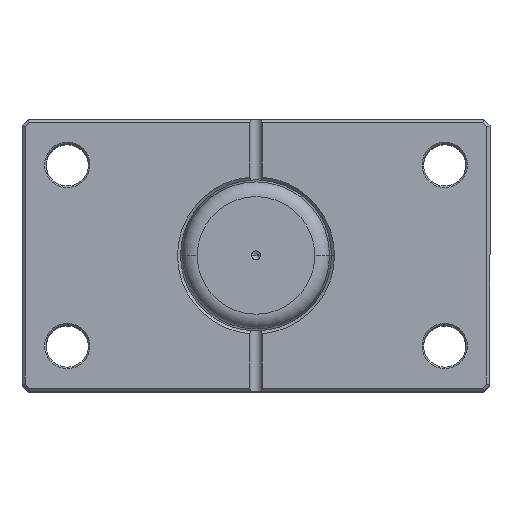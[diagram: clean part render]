
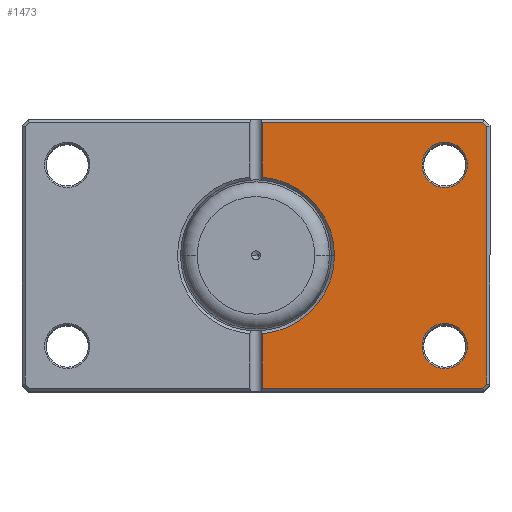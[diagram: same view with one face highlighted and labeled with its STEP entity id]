
A CAD part, top view. The second image highlights one B-rep face of the part: STEP entity #1473.
In plain terms, the highlighted face is planar.
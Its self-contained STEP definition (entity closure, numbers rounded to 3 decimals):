
#13 = AXIS2_PLACEMENT_3D ( 'NONE', #2654, #2771, #4775 ) ;
#164 = FACE_OUTER_BOUND ( 'NONE', #4748, .T. ) ;
#177 = LINE ( 'NONE', #4354, #6054 ) ;
#196 = DIRECTION ( 'NONE',  ( 1., 0., 0. ) ) ;
#228 = CARTESIAN_POINT ( 'NONE',  ( -2., -25.923, 0. ) ) ;
#280 = ORIENTED_EDGE ( 'NONE', *, *, #1947, .T. ) ;
#305 = CARTESIAN_POINT ( 'NONE',  ( -2., 45., 0. ) ) ;
#396 = DIRECTION ( 'NONE',  ( 0., -1., 0. ) ) ;
#434 = ORIENTED_EDGE ( 'NONE', *, *, #2581, .T. ) ;
#458 = AXIS2_PLACEMENT_3D ( 'NONE', #1317, #1414, #1447 ) ;
#470 = DIRECTION ( 'NONE',  ( 0., 0., 1. ) ) ;
#541 = ORIENTED_EDGE ( 'NONE', *, *, #2893, .T. ) ;
#599 = ORIENTED_EDGE ( 'NONE', *, *, #700, .T. ) ;
#621 = AXIS2_PLACEMENT_3D ( 'NONE', #3457, #470, #3946 ) ;
#673 = ORIENTED_EDGE ( 'NONE', *, *, #1849, .T. ) ;
#676 = VERTEX_POINT ( 'NONE', #4169 ) ;
#700 = EDGE_CURVE ( 'NONE', #1422, #1626, #177, .T. ) ;
#770 = CARTESIAN_POINT ( 'NONE',  ( -76.5, -42.586, 0. ) ) ;
#773 = CARTESIAN_POINT ( 'NONE',  ( -59.543, 59.543, 0. ) ) ;
#1044 = CARTESIAN_POINT ( 'NONE',  ( 0., 0., 0. ) ) ;
#1132 = LINE ( 'NONE', #1547, #2295 ) ;
#1152 = CARTESIAN_POINT ( 'NONE',  ( -75.086, 44., 0. ) ) ;
#1317 = CARTESIAN_POINT ( 'NONE',  ( -62.5, -30., 0. ) ) ;
#1374 = ORIENTED_EDGE ( 'NONE', *, *, #3066, .T. ) ;
#1378 = CARTESIAN_POINT ( 'NONE',  ( -59.543, -59.543, 0. ) ) ;
#1414 = DIRECTION ( 'NONE',  ( 0., 0., 1. ) ) ;
#1422 = VERTEX_POINT ( 'NONE', #770 ) ;
#1432 = LINE ( 'NONE', #2146, #5176 ) ;
#1446 = VERTEX_POINT ( 'NONE', #2823 ) ;
#1447 = DIRECTION ( 'NONE',  ( 1., 0., 0. ) ) ;
#1448 = VERTEX_POINT ( 'NONE', #2853 ) ;
#1473 = ADVANCED_FACE ( 'NONE', ( #1508, #1648, #164 ), #2723, .F. ) ;
#1508 = FACE_BOUND ( 'NONE', #4999, .T. ) ;
#1544 = DIRECTION ( 'NONE',  ( 1., 0., 0. ) ) ;
#1547 = CARTESIAN_POINT ( 'NONE',  ( 0., -44., 0. ) ) ;
#1626 = VERTEX_POINT ( 'NONE', #4282 ) ;
#1648 = FACE_BOUND ( 'NONE', #4070, .T. ) ;
#1772 = CARTESIAN_POINT ( 'NONE',  ( -2., 25.923, 0. ) ) ;
#1849 = EDGE_CURVE ( 'NONE', #1446, #1448, #4588, .T. ) ;
#1887 = EDGE_CURVE ( 'NONE', #6083, #3038, #2821, .T. ) ;
#1937 = VERTEX_POINT ( 'NONE', #1772 ) ;
#1947 = EDGE_CURVE ( 'NONE', #6307, #5267, #2353, .T. ) ;
#1980 = CARTESIAN_POINT ( 'NONE',  ( 0., 44., 0. ) ) ;
#2058 = CIRCLE ( 'NONE', #4570, 26. ) ;
#2146 = CARTESIAN_POINT ( 'NONE',  ( -2., 45., 0. ) ) ;
#2156 = VERTEX_POINT ( 'NONE', #1152 ) ;
#2201 = LINE ( 'NONE', #773, #5744 ) ;
#2223 = ORIENTED_EDGE ( 'NONE', *, *, #4616, .T. ) ;
#2295 = VECTOR ( 'NONE', #4511, 1000. ) ;
#2353 = CIRCLE ( 'NONE', #458, 7.5 ) ;
#2384 = DIRECTION ( 'NONE',  ( -0.707, 0.707, 0. ) ) ;
#2569 = AXIS2_PLACEMENT_3D ( 'NONE', #5793, #5916, #5962 ) ;
#2581 = EDGE_CURVE ( 'NONE', #1448, #1446, #5466, .T. ) ;
#2616 = ORIENTED_EDGE ( 'NONE', *, *, #1887, .T. ) ;
#2654 = CARTESIAN_POINT ( 'NONE',  ( 0., 0., 0. ) ) ;
#2671 = VECTOR ( 'NONE', #4465, 1000. ) ;
#2723 = PLANE ( 'NONE',  #13 ) ;
#2771 = DIRECTION ( 'NONE',  ( 0., 0., 1. ) ) ;
#2821 = LINE ( 'NONE', #305, #5390 ) ;
#2823 = CARTESIAN_POINT ( 'NONE',  ( -55., 30., 0. ) ) ;
#2853 = CARTESIAN_POINT ( 'NONE',  ( -70., 30., 0. ) ) ;
#2866 = CARTESIAN_POINT ( 'NONE',  ( -55., -30., 0. ) ) ;
#2893 = EDGE_CURVE ( 'NONE', #4571, #1937, #1432, .T. ) ;
#3038 = VERTEX_POINT ( 'NONE', #5800 ) ;
#3066 = EDGE_CURVE ( 'NONE', #2156, #4571, #5673, .T. ) ;
#3107 = VERTEX_POINT ( 'NONE', #4488 ) ;
#3200 = DIRECTION ( 'NONE',  ( 0., 0., 1. ) ) ;
#3457 = CARTESIAN_POINT ( 'NONE',  ( 0., 0., 0. ) ) ;
#3511 = EDGE_CURVE ( 'NONE', #3107, #6083, #6038, .T. ) ;
#3654 = VECTOR ( 'NONE', #2384, 1000. ) ;
#3655 = ORIENTED_EDGE ( 'NONE', *, *, #6050, .T. ) ;
#3711 = ORIENTED_EDGE ( 'NONE', *, *, #6165, .T. ) ;
#3724 = EDGE_CURVE ( 'NONE', #676, #1422, #5495, .T. ) ;
#3946 = DIRECTION ( 'NONE',  ( 1., 0., 0. ) ) ;
#4070 = EDGE_LOOP ( 'NONE', ( #434, #673 ) ) ;
#4099 = ORIENTED_EDGE ( 'NONE', *, *, #5883, .T. ) ;
#4169 = CARTESIAN_POINT ( 'NONE',  ( -75.086, -44., 0. ) ) ;
#4282 = CARTESIAN_POINT ( 'NONE',  ( -76.5, 42.586, 0. ) ) ;
#4314 = CIRCLE ( 'NONE', #4602, 7.5 ) ;
#4354 = CARTESIAN_POINT ( 'NONE',  ( -76.5, 0., 0. ) ) ;
#4440 = DIRECTION ( 'NONE',  ( 0., 1., 0. ) ) ;
#4465 = DIRECTION ( 'NONE',  ( 1., 0., 0. ) ) ;
#4488 = CARTESIAN_POINT ( 'NONE',  ( -26., 0., 0. ) ) ;
#4508 = DIRECTION ( 'NONE',  ( 0., 0., 1. ) ) ;
#4511 = DIRECTION ( 'NONE',  ( -1., 0., 0. ) ) ;
#4554 = ORIENTED_EDGE ( 'NONE', *, *, #3724, .T. ) ;
#4570 = AXIS2_PLACEMENT_3D ( 'NONE', #1044, #4508, #1544 ) ;
#4571 = VERTEX_POINT ( 'NONE', #5396 ) ;
#4588 = CIRCLE ( 'NONE', #2569, 7.5 ) ;
#4602 = AXIS2_PLACEMENT_3D ( 'NONE', #6033, #3200, #196 ) ;
#4616 = EDGE_CURVE ( 'NONE', #1937, #3107, #2058, .T. ) ;
#4748 = EDGE_LOOP ( 'NONE', ( #541, #2223, #5988, #2616, #4099, #4554, #599, #3711, #1374 ) ) ;
#4775 = DIRECTION ( 'NONE',  ( 1., 0., 0. ) ) ;
#4843 = AXIS2_PLACEMENT_3D ( 'NONE', #6123, #6157, #6173 ) ;
#4999 = EDGE_LOOP ( 'NONE', ( #280, #3655 ) ) ;
#5176 = VECTOR ( 'NONE', #5986, 1000. ) ;
#5267 = VERTEX_POINT ( 'NONE', #2866 ) ;
#5390 = VECTOR ( 'NONE', #396, 1000. ) ;
#5396 = CARTESIAN_POINT ( 'NONE',  ( -2., 44., 0. ) ) ;
#5466 = CIRCLE ( 'NONE', #4843, 7.5 ) ;
#5495 = LINE ( 'NONE', #1378, #3654 ) ;
#5640 = DIRECTION ( 'NONE',  ( 0.707, 0.707, 0. ) ) ;
#5673 = LINE ( 'NONE', #1980, #2671 ) ;
#5744 = VECTOR ( 'NONE', #5640, 1000. ) ;
#5793 = CARTESIAN_POINT ( 'NONE',  ( -62.5, 30., 0. ) ) ;
#5800 = CARTESIAN_POINT ( 'NONE',  ( -2., -44., 0. ) ) ;
#5883 = EDGE_CURVE ( 'NONE', #3038, #676, #1132, .T. ) ;
#5916 = DIRECTION ( 'NONE',  ( 0., 0., 1. ) ) ;
#5962 = DIRECTION ( 'NONE',  ( 1., 0., 0. ) ) ;
#5986 = DIRECTION ( 'NONE',  ( 0., -1., 0. ) ) ;
#5988 = ORIENTED_EDGE ( 'NONE', *, *, #3511, .T. ) ;
#6033 = CARTESIAN_POINT ( 'NONE',  ( -62.5, -30., 0. ) ) ;
#6038 = CIRCLE ( 'NONE', #621, 26. ) ;
#6050 = EDGE_CURVE ( 'NONE', #5267, #6307, #4314, .T. ) ;
#6054 = VECTOR ( 'NONE', #4440, 1000. ) ;
#6083 = VERTEX_POINT ( 'NONE', #228 ) ;
#6123 = CARTESIAN_POINT ( 'NONE',  ( -62.5, 30., 0. ) ) ;
#6157 = DIRECTION ( 'NONE',  ( 0., 0., 1. ) ) ;
#6165 = EDGE_CURVE ( 'NONE', #1626, #2156, #2201, .T. ) ;
#6173 = DIRECTION ( 'NONE',  ( 1., 0., 0. ) ) ;
#6200 = CARTESIAN_POINT ( 'NONE',  ( -70., -30., 0. ) ) ;
#6307 = VERTEX_POINT ( 'NONE', #6200 ) ;
